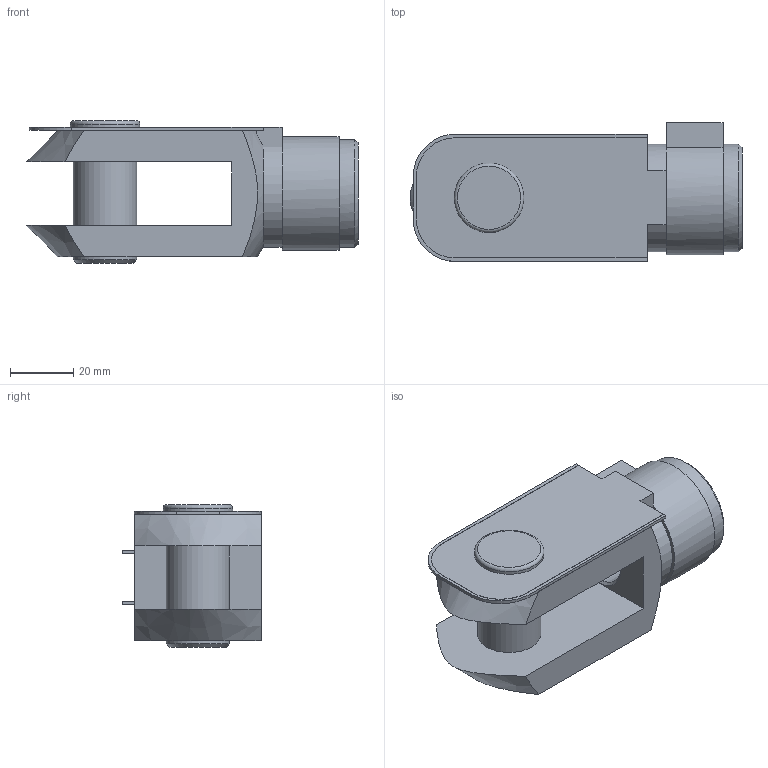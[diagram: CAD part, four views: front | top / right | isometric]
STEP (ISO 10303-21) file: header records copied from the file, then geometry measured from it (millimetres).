
FILE_DESCRIPTION( ( 'STEP AP214' ), '1' );
FILE_NAME( 'Clevis With Lockable Pin FORM20ISO.stp', '2020-05-14T07:51:09', ( 'License CC BY-ND 4.0' ), ( 'CADENAS' ), ' ', 'PARTsolutions', ' ' );
FILE_SCHEMA( ( 'AUTOMOTIVE_DESIGN { 1 0 10303 214 1 1 1 1 }' ) );
Length unit declared in the file: millimetre
Products named in the file (1): _Clevis With Lockable Pin FORM20ISO
Bounding box: 105 x 43.9 x 45 mm (x, y, z)
Volume: 88941.2 mm3; surface area: 23770.2 mm2
Topology: 1 solids, 1 shells, 56 faces, 149 edges, 97 vertices
Faces by surface type: plane 36, cylinder 12, cone 7, torus 1
Full cylindrical faces by diameter (mm): 18.376 x1, 20 x3, 22 x1, 34 x1
Entity records: 2293 total; most frequent: CARTESIAN_POINT 529, DIRECTION 263, ORIENTED_EDGE 262, EDGE_CURVE 131, AXIS2_PLACEMENT_3D 91, VERTEX_POINT 91, LINE 81, VECTOR 81
